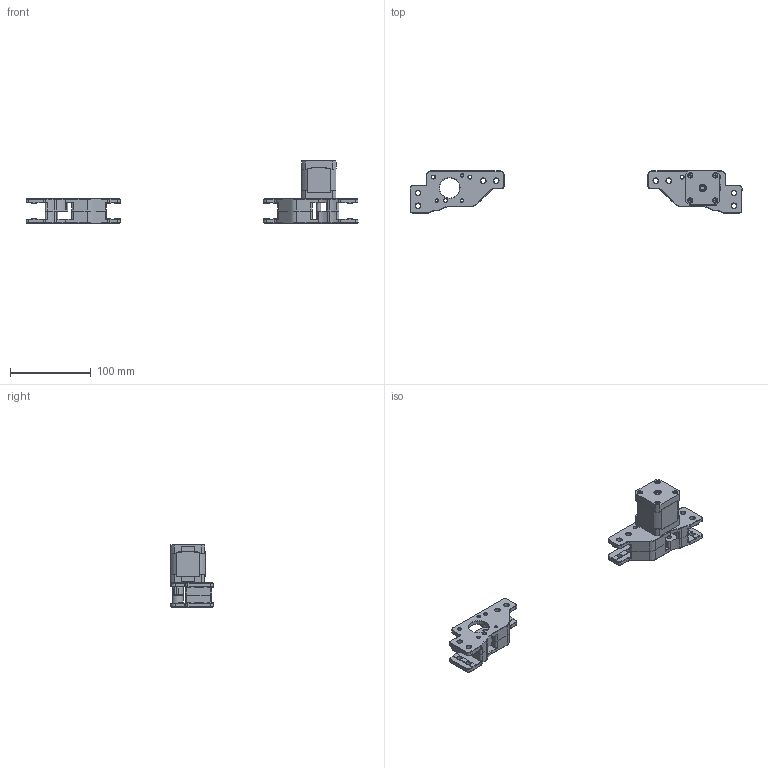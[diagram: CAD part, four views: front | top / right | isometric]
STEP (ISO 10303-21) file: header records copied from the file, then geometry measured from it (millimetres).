
FILE_DESCRIPTION(/* description */ (''),/* implementation_level */ '2;1');
FILE_NAME(/* name */ 'ABDrives.step',/* time_stamp */ '2022-04-12T16:05:09+02:00',/* author */ (''),/* organization */ (''),/* preprocessor_version */ 'ST-DEVELOPER v18.1',/* originating_system */ 'Autodesk Translation Framework v10.14.0.1471',/* authorisation */ '');
FILE_SCHEMA (('AUTOMOTIVE_DESIGN { 1 0 10303 214 3 1 1 }','MODEL_BASED_INTEGRATED_MANUFACTURING_SCHEMA'));
Products named in the file (4): ABDrives; B_Drive; NEMA17 (1); A_Drive
Assembly tree (3 placements, depth 3):
  ABDrives
    B_Drive
      NEMA17 (1)
    A_Drive
Bounding box: 410 x 52.1 x 77 mm (x, y, z)
Volume: 164586.7 mm3; surface area: 88417.1 mm2
Topology: 6 solids, 6 shells, 2011 faces, 6758 edges, 4418 vertices
Faces by surface type: plane 916, cylinder 870, cone 203, bspline 13, torus 9
Full cylindrical faces by diameter (mm): 2.464 x4, 2.5 x8, 2.997 x4, 3.4 x14, 4.234 x6, 4.991 x1, 5.001 x2, 5.182 x1, 5.2 x8, 6 x6, 6.2 x16, 6.5 x1, 7.468 x1, 7.811 x4, 7.823 x4, 8.141 x4, 9 x1, 12 x2, 12.103 x4, 13.208 x4, 15.999 x2, 16 x2, 22 x1, 25 x4, 26 x2, 26.8 x2, 32 x1
Entity records: 75827 total; most frequent: CARTESIAN_POINT 13657, ORIENTED_EDGE 13516, DIRECTION 13498, EDGE_CURVE 6758, AXIS2_PLACEMENT_3D 4790, VERTEX_POINT 4418, LINE 3918, VECTOR 3918
